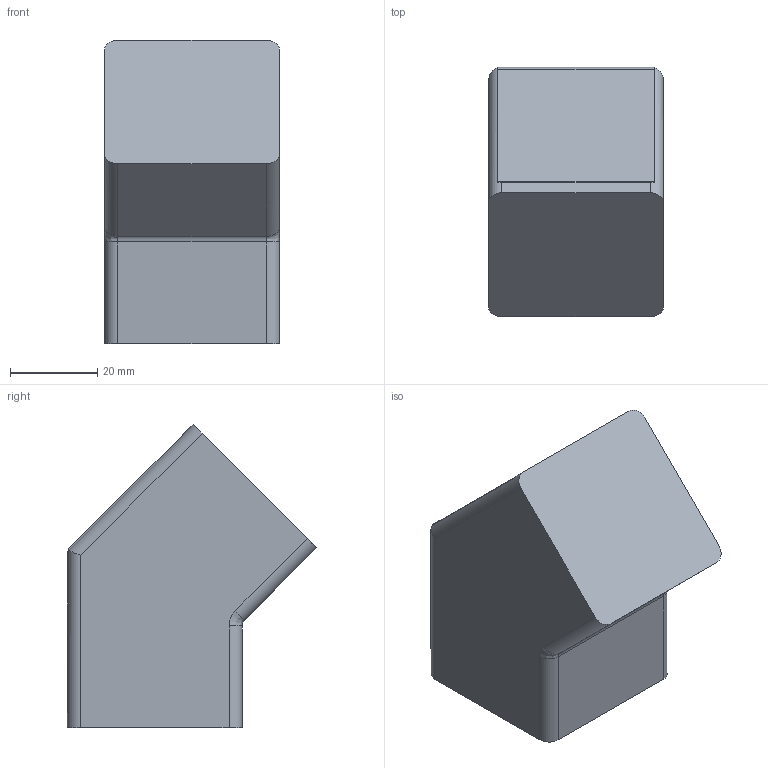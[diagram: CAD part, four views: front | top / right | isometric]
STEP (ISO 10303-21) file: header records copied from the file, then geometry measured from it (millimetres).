
FILE_DESCRIPTION (( 'STEP AP214' ), '1' );
FILE_NAME ('6121452', '2019-02-04T09:22:42', ( '' ), ('JUGARD+KÜNSTNER GmbH'), 'SwSTEP 2.0', 'SolidWorks 2017', '' );
FILE_SCHEMA (( 'AUTOMOTIVE_DESIGN' ));
Length unit declared in the file: millimetre
Products named in the file (1): 6121452_CNAJF00
Bounding box: 40 x 57.06 x 69.47 mm (x, y, z)
Volume: 102917.5 mm3; surface area: 18886.6 mm2
Topology: 2 solids, 2 shells, 36 faces, 94 edges, 62 vertices
Faces by surface type: plane 23, cylinder 11, bspline 2
Entity records: 1216 total; most frequent: CARTESIAN_POINT 274, ORIENTED_EDGE 188, DIRECTION 168, EDGE_CURVE 94, LINE 66, VECTOR 66, VERTEX_POINT 62, AXIS2_PLACEMENT_3D 51
